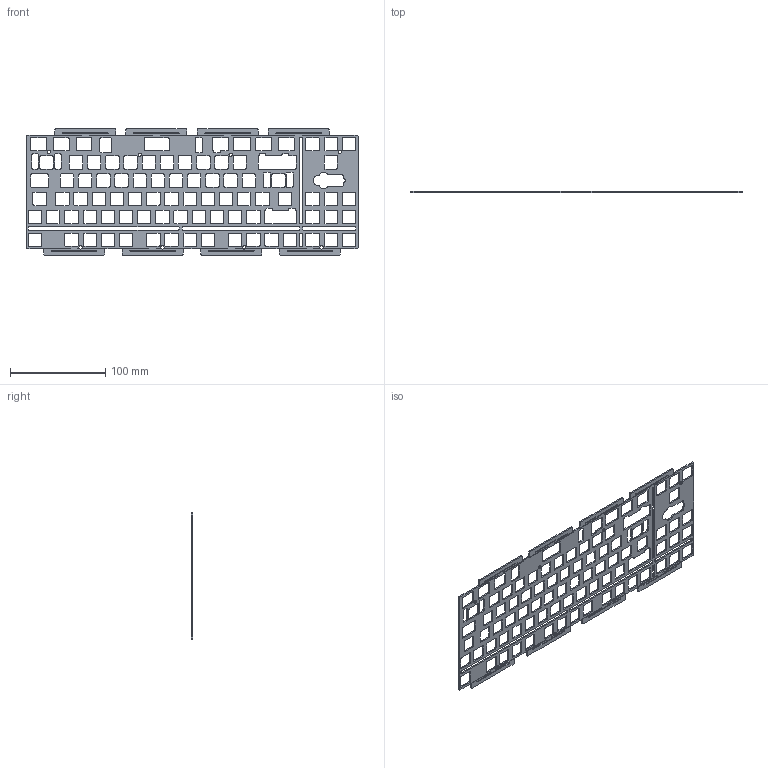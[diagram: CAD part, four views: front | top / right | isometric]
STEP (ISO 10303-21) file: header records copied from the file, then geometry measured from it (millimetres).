
FILE_DESCRIPTION(/* description */ (''),/* implementation_level */ '2;1');
FILE_NAME(/* name */ 'No2Rev1-Plate-Leaf.step',/* time_stamp */ '2019-11-18T13:35:15-05:00',/* author */ (''),/* organization */ (''),/* preprocessor_version */ 'ST-DEVELOPER v18',/* originating_system */ 'Autodesk Translation Framework v8.12.0.6',/* authorisation */ '');
FILE_SCHEMA (('AUTOMOTIVE_DESIGN { 1 0 10303 214 3 1 1 }'));
Length unit declared in the file: millimetre
Products named in the file (1): Plate
Bounding box: 347.71 x 1.5 x 132.16 mm (x, y, z)
Volume: 34600.9 mm3; surface area: 59543.9 mm2
Topology: 1 solids, 1 shells, 1050 faces, 3144 edges, 2096 vertices
Faces by surface type: cylinder 543, plane 507
Full cylindrical faces by diameter (mm): 3.5 x4
Entity records: 36178 total; most frequent: DIRECTION 6332, CARTESIAN_POINT 6291, ORIENTED_EDGE 6288, EDGE_CURVE 3144, AXIS2_PLACEMENT_3D 2137, VERTEX_POINT 2096, LINE 2058, VECTOR 2058
